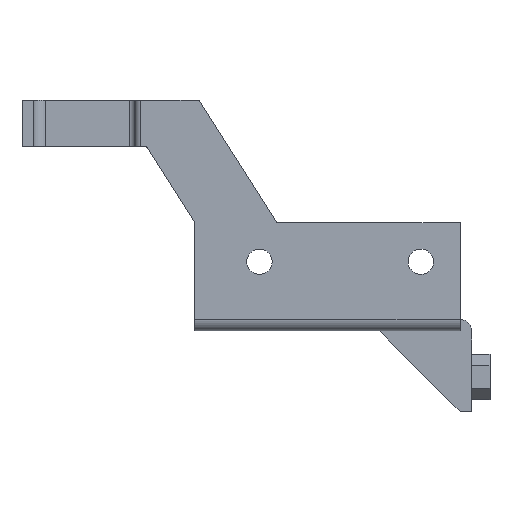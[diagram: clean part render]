
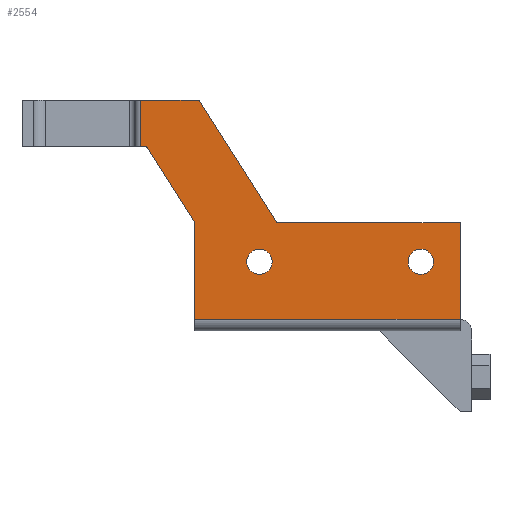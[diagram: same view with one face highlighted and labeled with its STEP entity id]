
A CAD part, front view. The second image highlights one B-rep face of the part: STEP entity #2554.
In plain terms, the highlighted planar face has unit normal (0, -1, 0).
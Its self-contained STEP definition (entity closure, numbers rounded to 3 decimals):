
#261=CARTESIAN_POINT('Line Origine',(75.28,-45.1,47.)) ;
#265=CARTESIAN_POINT('Vertex',(35.559,-45.1,47.)) ;
#267=CARTESIAN_POINT('Vertex',(115.,-45.1,47.)) ;
#312=CARTESIAN_POINT('Vertex',(1.832,-45.1,100.)) ;
#315=CARTESIAN_POINT('Line Origine',(18.696,-45.1,73.5)) ;
#345=CARTESIAN_POINT('Vertex',(103.5,-45.1,30.)) ;
#348=CARTESIAN_POINT('Axis2P3D Location',(98.,-45.1,30.)) ;
#352=CARTESIAN_POINT('Vertex',(92.5,-45.1,30.)) ;
#372=CARTESIAN_POINT('Axis2P3D Location',(98.,-45.1,30.)) ;
#402=CARTESIAN_POINT('Vertex',(33.5,-45.1,30.)) ;
#405=CARTESIAN_POINT('Axis2P3D Location',(28.,-45.1,30.)) ;
#409=CARTESIAN_POINT('Vertex',(22.5,-45.1,30.)) ;
#429=CARTESIAN_POINT('Axis2P3D Location',(28.,-45.1,30.)) ;
#1444=CARTESIAN_POINT('Vertex',(-23.5,-45.1,80.)) ;
#1447=CARTESIAN_POINT('Line Origine',(-23.5,-45.1,50.)) ;
#1451=CARTESIAN_POINT('Vertex',(-23.5,-45.1,100.)) ;
#1522=CARTESIAN_POINT('Vertex',(0.,-45.1,47.)) ;
#1525=CARTESIAN_POINT('Line Origine',(-10.5,-45.1,63.5)) ;
#1529=CARTESIAN_POINT('Vertex',(-21.,-45.1,80.)) ;
#2501=CARTESIAN_POINT('Axis2P3D Location',(0.,-45.1,0.)) ;
#2506=CARTESIAN_POINT('Line Origine',(57.5,-45.1,5.)) ;
#2510=CARTESIAN_POINT('Vertex',(0.,-45.1,5.)) ;
#2512=CARTESIAN_POINT('Vertex',(115.,-45.1,5.)) ;
#2515=CARTESIAN_POINT('Line Origine',(115.,-45.1,26.)) ;
#2520=CARTESIAN_POINT('Line Origine',(-10.834,-45.1,100.)) ;
#2525=CARTESIAN_POINT('Line Origine',(-22.25,-45.1,80.)) ;
#2530=CARTESIAN_POINT('Line Origine',(0.,-45.1,26.)) ;
#262=DIRECTION('Vector Direction',(1.,0.,0.)) ;
#316=DIRECTION('Vector Direction',(-0.537,0.,0.844)) ;
#349=DIRECTION('Axis2P3D Direction',(0.,-1.,0.)) ;
#373=DIRECTION('Axis2P3D Direction',(0.,-1.,0.)) ;
#406=DIRECTION('Axis2P3D Direction',(0.,-1.,0.)) ;
#430=DIRECTION('Axis2P3D Direction',(0.,-1.,0.)) ;
#1448=DIRECTION('Vector Direction',(0.,0.,1.)) ;
#1526=DIRECTION('Vector Direction',(-0.537,0.,0.844)) ;
#2502=DIRECTION('Axis2P3D Direction',(0.,1.,0.)) ;
#2503=DIRECTION('Axis2P3D XDirection',(0.,0.,1.)) ;
#2507=DIRECTION('Vector Direction',(1.,0.,0.)) ;
#2516=DIRECTION('Vector Direction',(0.,0.,1.)) ;
#2521=DIRECTION('Vector Direction',(-1.,0.,0.)) ;
#2526=DIRECTION('Vector Direction',(-1.,0.,0.)) ;
#2531=DIRECTION('Vector Direction',(0.,0.,1.)) ;
#350=AXIS2_PLACEMENT_3D('Circle Axis2P3D',#348,#349,$) ;
#374=AXIS2_PLACEMENT_3D('Circle Axis2P3D',#372,#373,$) ;
#407=AXIS2_PLACEMENT_3D('Circle Axis2P3D',#405,#406,$) ;
#431=AXIS2_PLACEMENT_3D('Circle Axis2P3D',#429,#430,$) ;
#2504=AXIS2_PLACEMENT_3D('Plane Axis2P3D',#2501,#2502,#2503) ;
#2536=ORIENTED_EDGE('',*,*,#2514,.T.) ;
#2537=ORIENTED_EDGE('',*,*,#2519,.F.) ;
#2538=ORIENTED_EDGE('',*,*,#269,.F.) ;
#2539=ORIENTED_EDGE('',*,*,#319,.T.) ;
#2540=ORIENTED_EDGE('',*,*,#2524,.T.) ;
#2541=ORIENTED_EDGE('',*,*,#1453,.T.) ;
#2542=ORIENTED_EDGE('',*,*,#2529,.T.) ;
#2543=ORIENTED_EDGE('',*,*,#1531,.T.) ;
#2544=ORIENTED_EDGE('',*,*,#2534,.T.) ;
#2547=ORIENTED_EDGE('',*,*,#376,.F.) ;
#2548=ORIENTED_EDGE('',*,*,#354,.F.) ;
#2551=ORIENTED_EDGE('',*,*,#433,.F.) ;
#2552=ORIENTED_EDGE('',*,*,#411,.F.) ;
#2549=FACE_BOUND('',#2546,.T.) ;
#2553=FACE_BOUND('',#2550,.T.) ;
#263=VECTOR('Line Direction',#262,1.) ;
#317=VECTOR('Line Direction',#316,1.) ;
#1449=VECTOR('Line Direction',#1448,1.) ;
#1527=VECTOR('Line Direction',#1526,1.) ;
#2508=VECTOR('Line Direction',#2507,1.) ;
#2517=VECTOR('Line Direction',#2516,1.) ;
#2522=VECTOR('Line Direction',#2521,1.) ;
#2527=VECTOR('Line Direction',#2526,1.) ;
#2532=VECTOR('Line Direction',#2531,1.) ;
#2554=ADVANCED_FACE('Corps principal',(#2545,#2549,#2553),#2505,.F.) ;
#351=CIRCLE('generated circle',#350,5.5) ;
#375=CIRCLE('generated circle',#374,5.5) ;
#408=CIRCLE('generated circle',#407,5.5) ;
#432=CIRCLE('generated circle',#431,5.5) ;
#269=EDGE_CURVE('',#266,#268,#264,.T.) ;
#319=EDGE_CURVE('',#266,#313,#318,.T.) ;
#354=EDGE_CURVE('',#346,#353,#351,.T.) ;
#376=EDGE_CURVE('',#353,#346,#375,.T.) ;
#411=EDGE_CURVE('',#403,#410,#408,.T.) ;
#433=EDGE_CURVE('',#410,#403,#432,.T.) ;
#1453=EDGE_CURVE('',#1452,#1445,#1450,.F.) ;
#1531=EDGE_CURVE('',#1530,#1523,#1528,.F.) ;
#2514=EDGE_CURVE('',#2511,#2513,#2509,.T.) ;
#2519=EDGE_CURVE('',#268,#2513,#2518,.F.) ;
#2524=EDGE_CURVE('',#313,#1452,#2523,.T.) ;
#2529=EDGE_CURVE('',#1445,#1530,#2528,.F.) ;
#2534=EDGE_CURVE('',#1523,#2511,#2533,.F.) ;
#2535=EDGE_LOOP('',(#2536,#2537,#2538,#2539,#2540,#2541,#2542,#2543,#2544)) ;
#2546=EDGE_LOOP('',(#2547,#2548)) ;
#2550=EDGE_LOOP('',(#2551,#2552)) ;
#2545=FACE_OUTER_BOUND('',#2535,.T.) ;
#264=LINE('Line',#261,#263) ;
#318=LINE('Line',#315,#317) ;
#1450=LINE('Line',#1447,#1449) ;
#1528=LINE('Line',#1525,#1527) ;
#2509=LINE('Line',#2506,#2508) ;
#2518=LINE('Line',#2515,#2517) ;
#2523=LINE('Line',#2520,#2522) ;
#2528=LINE('Line',#2525,#2527) ;
#2533=LINE('Line',#2530,#2532) ;
#2505=PLANE('Plane',#2504) ;
#266=VERTEX_POINT('',#265) ;
#268=VERTEX_POINT('',#267) ;
#313=VERTEX_POINT('',#312) ;
#346=VERTEX_POINT('',#345) ;
#353=VERTEX_POINT('',#352) ;
#403=VERTEX_POINT('',#402) ;
#410=VERTEX_POINT('',#409) ;
#1445=VERTEX_POINT('',#1444) ;
#1452=VERTEX_POINT('',#1451) ;
#1523=VERTEX_POINT('',#1522) ;
#1530=VERTEX_POINT('',#1529) ;
#2511=VERTEX_POINT('',#2510) ;
#2513=VERTEX_POINT('',#2512) ;
